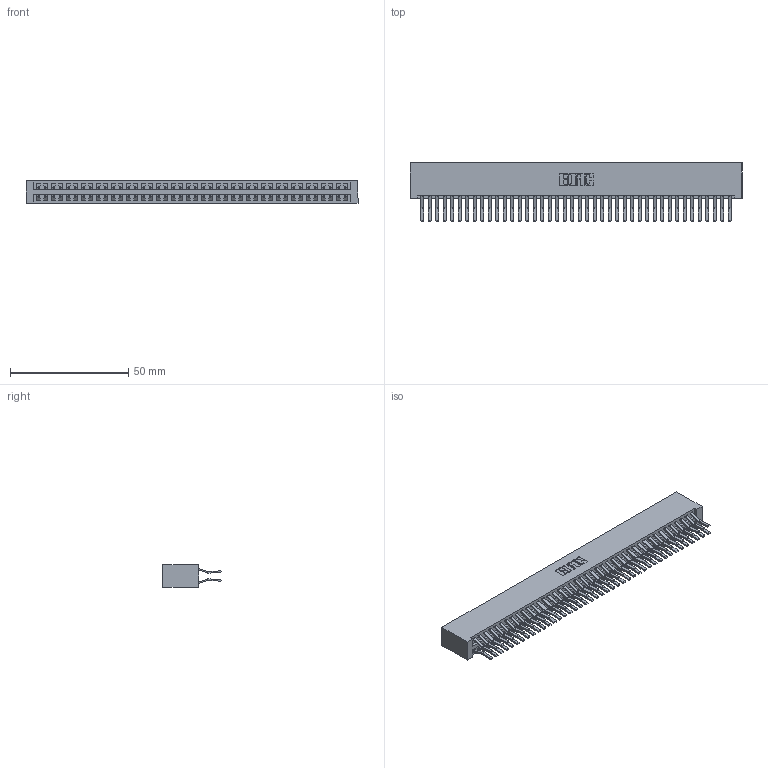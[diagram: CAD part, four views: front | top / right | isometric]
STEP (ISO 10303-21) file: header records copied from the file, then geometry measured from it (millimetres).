
FILE_DESCRIPTION (( 'STEP AP203' ), '1' );
FILE_NAME ('396-084-560-201.STEP', '2019-10-31T00:18:22', ( '' ), ( '' ), 'SwSTEP 2.0', 'SolidWorks 2016', '' );
FILE_SCHEMA (( 'CONFIG_CONTROL_DESIGN' ));
Length unit declared in the file: inch
Products named in the file (3): 396-084-560-201; 346 Part_No Mounting Lugs; 345-292-001_560 Tail
Assembly tree (85 placements, depth 2):
  396-084-560-201
    346 Part_No Mounting Lugs
    345-292-001_560 Tail  x84
Bounding box: 140.59 x 24.78 x 9.4 mm (x, y, z)
Volume: 14833 mm3; surface area: 22021.1 mm2
Topology: 85 solids, 85 shells, 4650 faces, 13829 edges, 9106 vertices
Faces by surface type: plane 3012, cylinder 1638
Entity records: 27221 total; most frequent: CARTESIAN_POINT 4484, ORIENTED_EDGE 4418, DIRECTION 4001, EDGE_CURVE 2209, VECTOR 1913, LINE 1913, VERTEX_POINT 1470, AXIS2_PLACEMENT_3D 1044
